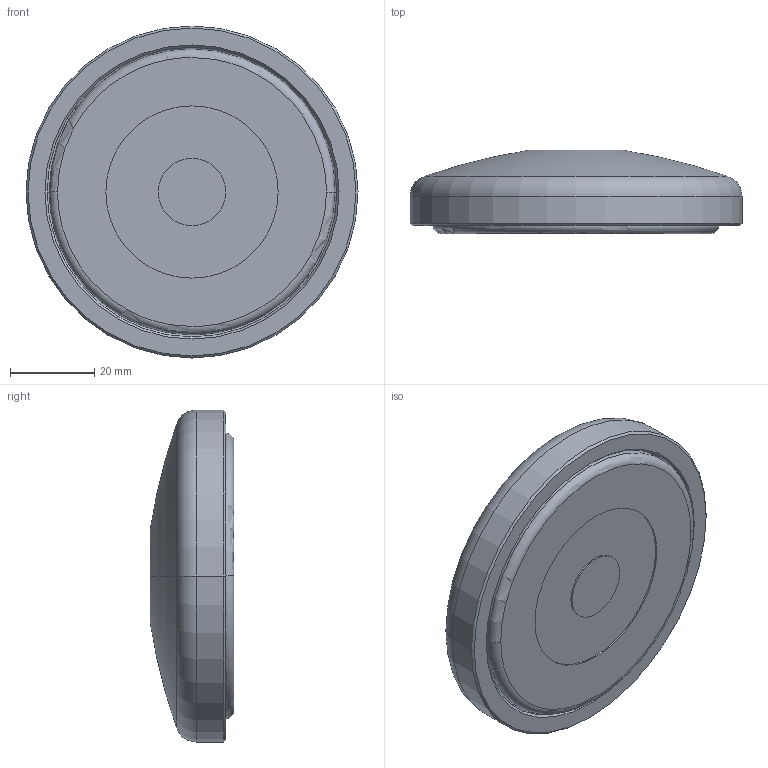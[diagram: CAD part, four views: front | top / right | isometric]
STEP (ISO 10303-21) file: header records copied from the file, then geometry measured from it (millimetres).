
FILE_DESCRIPTION (( 'STEP AP214' ), '1' );
FILE_NAME ('7410902', '2019-01-30T09:33:44', ( '' ), ('JUGARD+KÜNSTNER GmbH'), 'SwSTEP 2.0', 'SolidWorks 2017', '' );
FILE_SCHEMA (( 'AUTOMOTIVE_DESIGN' ));
Length unit declared in the file: millimetre
Products named in the file (1): 7410902
Bounding box: 79 x 19.9 x 79 mm (x, y, z)
Volume: 70906.2 mm3; surface area: 23320.9 mm2
Topology: 2 solids, 2 shells, 51 faces, 106 edges, 64 vertices
Faces by surface type: torus 18, cylinder 14, cone 10, plane 8, sphere 1
Entity records: 2161 total; most frequent: CARTESIAN_POINT 856, DIRECTION 284, ORIENTED_EDGE 212, AXIS2_PLACEMENT_3D 130, EDGE_CURVE 106, CIRCLE 78, VERTEX_POINT 64, EDGE_LOOP 58
